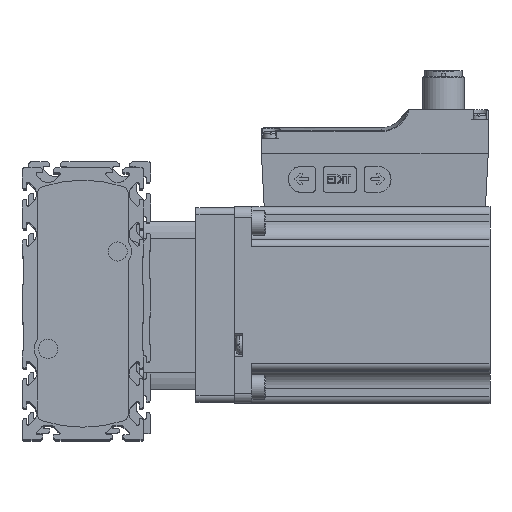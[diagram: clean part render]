
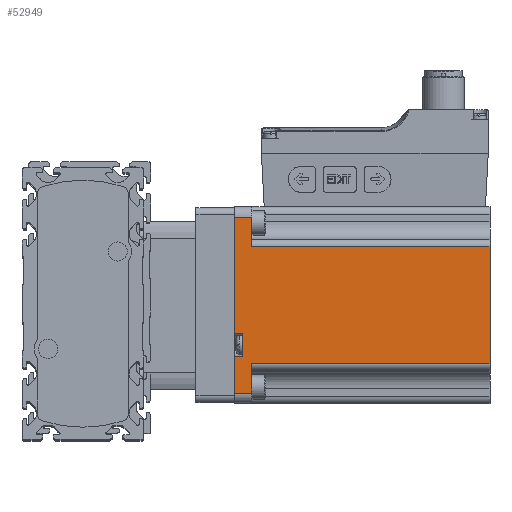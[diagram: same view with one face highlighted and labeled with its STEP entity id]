
A CAD part, top view. The second image highlights one B-rep face of the part: STEP entity #52949.
In plain terms, the highlighted face is planar.
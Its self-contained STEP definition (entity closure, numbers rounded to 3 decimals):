
#3787=LINE('',#80099,#7041);
#3817=LINE('',#80191,#7071);
#3818=LINE('',#80195,#7072);
#3819=LINE('',#80198,#7073);
#3820=LINE('',#80200,#7074);
#3821=LINE('',#80202,#7075);
#3822=LINE('',#80203,#7076);
#3823=LINE('',#80205,#7077);
#3824=LINE('',#80206,#7078);
#3825=LINE('',#80208,#7079);
#3826=LINE('',#80210,#7080);
#3827=LINE('',#80212,#7081);
#7041=VECTOR('',#67454,1000.);
#7071=VECTOR('',#67530,1000.);
#7072=VECTOR('',#67535,1000.);
#7073=VECTOR('',#67536,1000.);
#7074=VECTOR('',#67537,1000.);
#7075=VECTOR('',#67538,1000.);
#7076=VECTOR('',#67539,1000.);
#7077=VECTOR('',#67540,1000.);
#7078=VECTOR('',#67541,1000.);
#7079=VECTOR('',#67542,1000.);
#7080=VECTOR('',#67543,1000.);
#7081=VECTOR('',#67544,1000.);
#8545=PLANE('',#56997);
#19956=ORIENTED_EDGE('',*,*,#26795,.F.);
#19957=ORIENTED_EDGE('',*,*,#26796,.F.);
#19958=ORIENTED_EDGE('',*,*,#26797,.T.);
#19959=ORIENTED_EDGE('',*,*,#26798,.F.);
#19960=ORIENTED_EDGE('',*,*,#26793,.F.);
#19961=ORIENTED_EDGE('',*,*,#26799,.F.);
#19962=ORIENTED_EDGE('',*,*,#26800,.F.);
#19963=ORIENTED_EDGE('',*,*,#26748,.T.);
#19964=ORIENTED_EDGE('',*,*,#26801,.T.);
#19965=ORIENTED_EDGE('',*,*,#26802,.F.);
#19966=ORIENTED_EDGE('',*,*,#26803,.T.);
#19967=ORIENTED_EDGE('',*,*,#26804,.F.);
#26748=EDGE_CURVE('',#30955,#30954,#3787,.T.);
#26793=EDGE_CURVE('',#30993,#30994,#3817,.T.);
#26795=EDGE_CURVE('',#30995,#30996,#3818,.T.);
#26796=EDGE_CURVE('',#30997,#30995,#3819,.T.);
#26797=EDGE_CURVE('',#30997,#30998,#3820,.T.);
#26798=EDGE_CURVE('',#30994,#30998,#3821,.T.);
#26799=EDGE_CURVE('',#30999,#30993,#3822,.T.);
#26800=EDGE_CURVE('',#30955,#30999,#3823,.T.);
#26801=EDGE_CURVE('',#30954,#31000,#3824,.T.);
#26802=EDGE_CURVE('',#31001,#31000,#3825,.T.);
#26803=EDGE_CURVE('',#31001,#31002,#3826,.T.);
#26804=EDGE_CURVE('',#30996,#31002,#3827,.T.);
#30954=VERTEX_POINT('',#80098);
#30955=VERTEX_POINT('',#80100);
#30993=VERTEX_POINT('',#80190);
#30994=VERTEX_POINT('',#80192);
#30995=VERTEX_POINT('',#80196);
#30996=VERTEX_POINT('',#80197);
#30997=VERTEX_POINT('',#80199);
#30998=VERTEX_POINT('',#80201);
#30999=VERTEX_POINT('',#80204);
#31000=VERTEX_POINT('',#80207);
#31001=VERTEX_POINT('',#80209);
#31002=VERTEX_POINT('',#80211);
#33975=EDGE_LOOP('',(#19956,#19957,#19958,#19959,#19960,#19961,#19962,#19963,
#19964,#19965,#19966,#19967));
#36641=FACE_BOUND('',#33975,.T.);
#52949=ADVANCED_FACE('',(#36641),#8545,.T.);
#56997=AXIS2_PLACEMENT_3D('',#80194,#67533,#67534);
#67454=DIRECTION('',(0.,1.,0.));
#67530=DIRECTION('',(0.,0.,1.));
#67533=DIRECTION('',(1.,0.,0.));
#67534=DIRECTION('',(0.,0.,-1.));
#67535=DIRECTION('',(0.,0.,1.));
#67536=DIRECTION('',(0.,1.,0.));
#67537=DIRECTION('',(0.,0.,1.));
#67538=DIRECTION('',(0.,1.,0.));
#67539=DIRECTION('',(0.,-1.,0.));
#67540=DIRECTION('',(0.,0.,1.));
#67541=DIRECTION('',(0.,0.,1.));
#67542=DIRECTION('',(0.,-1.,0.));
#67543=DIRECTION('',(0.,0.,1.));
#67544=DIRECTION('',(0.,1.,0.));
#80098=CARTESIAN_POINT('',(28.3,16.8,-73.5));
#80099=CARTESIAN_POINT('',(28.3,-25.3,-73.5));
#80100=CARTESIAN_POINT('',(28.3,-16.8,-73.5));
#80190=CARTESIAN_POINT('',(28.3,-25.3,-5.));
#80191=CARTESIAN_POINT('',(28.3,-25.3,-73.5));
#80192=CARTESIAN_POINT('',(28.3,-25.3,0.));
#80194=CARTESIAN_POINT('',(28.3,-25.3,-73.5));
#80195=CARTESIAN_POINT('',(28.3,-8.15,-2.5));
#80196=CARTESIAN_POINT('',(28.3,-8.15,-2.5));
#80197=CARTESIAN_POINT('',(28.3,-8.15,0.));
#80198=CARTESIAN_POINT('',(28.3,-14.65,-2.5));
#80199=CARTESIAN_POINT('',(28.3,-14.65,-2.5));
#80200=CARTESIAN_POINT('',(28.3,-14.65,-2.5));
#80201=CARTESIAN_POINT('',(28.3,-14.65,0.));
#80202=CARTESIAN_POINT('',(28.3,-25.3,0.));
#80203=CARTESIAN_POINT('',(28.3,-25.3,-5.));
#80204=CARTESIAN_POINT('',(28.3,-16.8,-5.));
#80205=CARTESIAN_POINT('',(28.3,-16.8,-73.5));
#80206=CARTESIAN_POINT('',(28.3,16.8,-73.5));
#80207=CARTESIAN_POINT('',(28.3,16.8,-5.));
#80208=CARTESIAN_POINT('',(28.3,-25.3,-5.));
#80209=CARTESIAN_POINT('',(28.3,25.3,-5.));
#80210=CARTESIAN_POINT('',(28.3,25.3,-73.5));
#80211=CARTESIAN_POINT('',(28.3,25.3,0.));
#80212=CARTESIAN_POINT('',(28.3,-25.3,0.));
